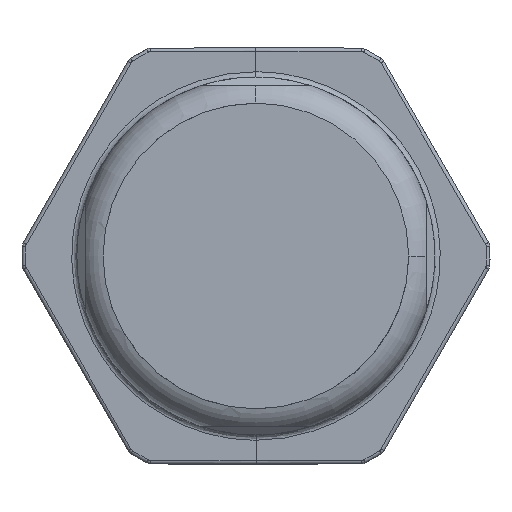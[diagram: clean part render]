
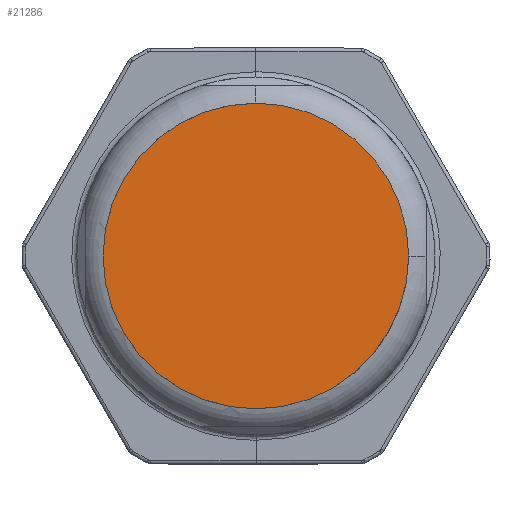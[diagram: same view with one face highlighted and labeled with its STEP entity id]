
A CAD part, front view. The second image highlights one B-rep face of the part: STEP entity #21286.
In plain terms, the highlighted planar face has unit normal (0, -1, 0).
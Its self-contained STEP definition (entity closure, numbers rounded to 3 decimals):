
#459=CARTESIAN_POINT('',(0.,-20.05,0.));
#460=DIRECTION('',(0.,1.,0.));
#461=DIRECTION('',(-1.,0.,0.));
#462=AXIS2_PLACEMENT_3D('',#459,#460,#461);
#464=CARTESIAN_POINT('',(0.,-20.05,0.));
#465=DIRECTION('',(0.,1.,0.));
#466=DIRECTION('',(1.,0.,0.));
#467=AXIS2_PLACEMENT_3D('',#464,#465,#466);
#17667=CARTESIAN_POINT('',(8.75,-20.05,0.));
#17668=VERTEX_POINT('',#17667);
#17669=CARTESIAN_POINT('',(-8.75,-20.05,0.));
#17670=VERTEX_POINT('',#17669);
#21277=CARTESIAN_POINT('',(0.,-20.05,0.));
#21278=DIRECTION('',(0.,-1.,0.));
#21279=DIRECTION('',(-1.,0.,0.));
#21280=AXIS2_PLACEMENT_3D('',#21277,#21278,#21279);
#21281=PLANE('',#21280);
#21282=ORIENTED_EDGE('',*,*,#21120,.T.);
#21283=ORIENTED_EDGE('',*,*,#21270,.T.);
#21284=EDGE_LOOP('',(#21282,#21283));
#21285=FACE_OUTER_BOUND('',#21284,.F.);
#21286=ADVANCED_FACE('',(#21285),#21281,.T.);
#463=CIRCLE('',#462,8.75);
#468=CIRCLE('',#467,8.75);
#21120=EDGE_CURVE('',#17670,#17668,#463,.T.);
#21270=EDGE_CURVE('',#17668,#17670,#468,.T.);
